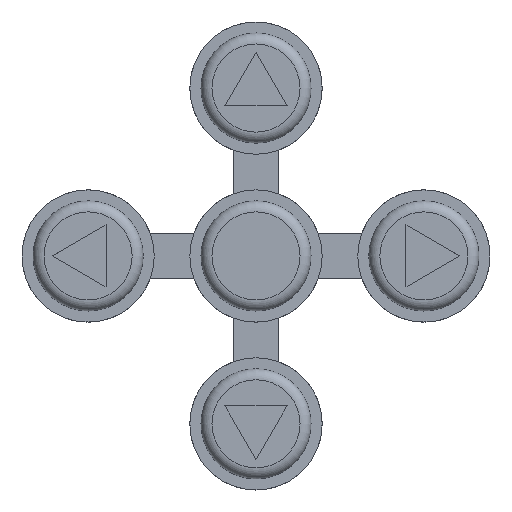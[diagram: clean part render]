
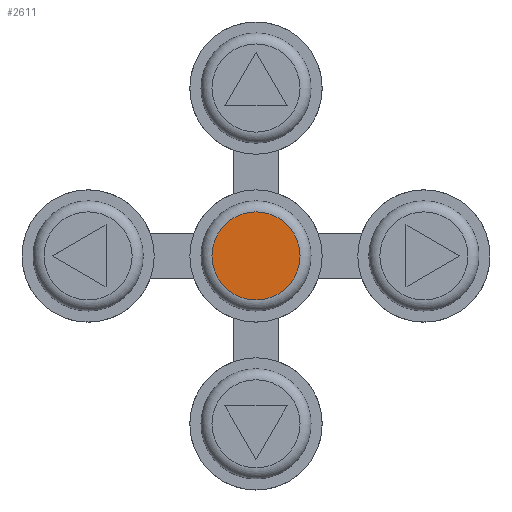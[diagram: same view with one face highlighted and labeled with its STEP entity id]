
A CAD part, top view. The second image highlights one B-rep face of the part: STEP entity #2611.
In plain terms, the highlighted planar face has unit normal (0, 0, 1).
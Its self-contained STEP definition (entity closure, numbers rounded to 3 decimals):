
#2195 = TOROIDAL_SURFACE('',#2196,4.,1.);
#2196 = AXIS2_PLACEMENT_3D('',#2197,#2198,#2199);
#2197 = CARTESIAN_POINT('',(0.,0.,11.5));
#2198 = DIRECTION('',(0.,0.,1.));
#2199 = DIRECTION('',(1.,0.,0.));
#2394 = VERTEX_POINT('',#2395);
#2395 = CARTESIAN_POINT('',(4.,0.,12.5));
#2417 = EDGE_CURVE('',#2394,#2394,#2418,.T.);
#2418 = SURFACE_CURVE('',#2419,(#2424,#2431),.PCURVE_S1.);
#2419 = CIRCLE('',#2420,4.);
#2420 = AXIS2_PLACEMENT_3D('',#2421,#2422,#2423);
#2421 = CARTESIAN_POINT('',(0.,0.,12.5));
#2422 = DIRECTION('',(0.,0.,1.));
#2423 = DIRECTION('',(1.,0.,0.));
#2424 = PCURVE('',#2195,#2425);
#2425 = DEFINITIONAL_REPRESENTATION('',(#2426),#2430);
#2426 = LINE('',#2427,#2428);
#2427 = CARTESIAN_POINT('',(0.,1.571));
#2428 = VECTOR('',#2429,1.);
#2429 = DIRECTION('',(1.,0.));
#2430 = ( GEOMETRIC_REPRESENTATION_CONTEXT(2) 
PARAMETRIC_REPRESENTATION_CONTEXT() REPRESENTATION_CONTEXT('2D SPACE',''
  ) );
#2431 = PCURVE('',#2432,#2437);
#2432 = PLANE('',#2433);
#2433 = AXIS2_PLACEMENT_3D('',#2434,#2435,#2436);
#2434 = CARTESIAN_POINT('',(0.,0.,12.5));
#2435 = DIRECTION('',(0.,0.,1.));
#2436 = DIRECTION('',(1.,0.,0.));
#2437 = DEFINITIONAL_REPRESENTATION('',(#2438),#2442);
#2438 = CIRCLE('',#2439,4.);
#2439 = AXIS2_PLACEMENT_2D('',#2440,#2441);
#2440 = CARTESIAN_POINT('',(0.,0.));
#2441 = DIRECTION('',(1.,0.));
#2442 = ( GEOMETRIC_REPRESENTATION_CONTEXT(2) 
PARAMETRIC_REPRESENTATION_CONTEXT() REPRESENTATION_CONTEXT('2D SPACE',''
  ) );
#2611 = ADVANCED_FACE('',(#2612),#2432,.T.);
#2612 = FACE_BOUND('',#2613,.T.);
#2613 = EDGE_LOOP('',(#2614));
#2614 = ORIENTED_EDGE('',*,*,#2417,.T.);
